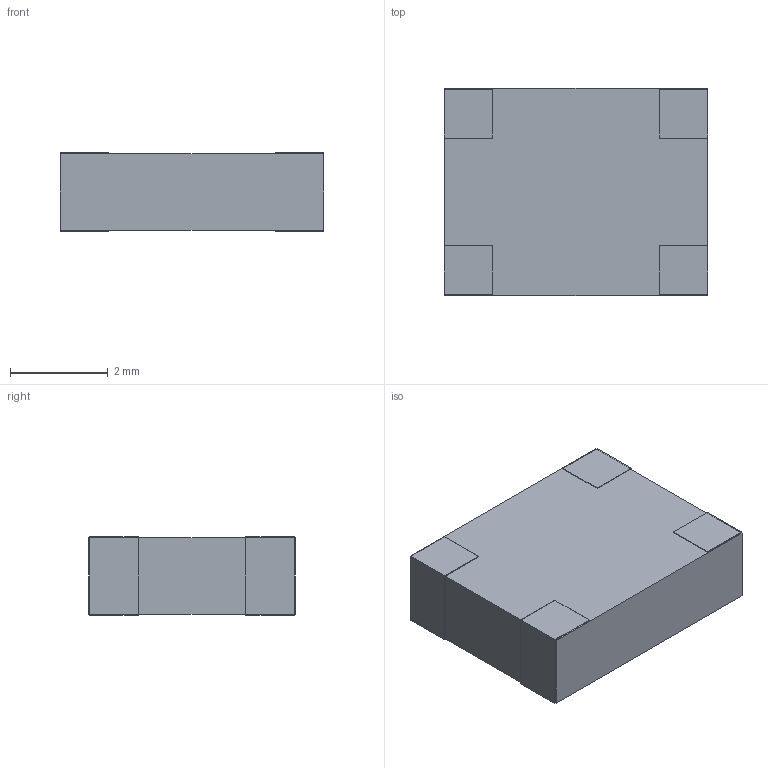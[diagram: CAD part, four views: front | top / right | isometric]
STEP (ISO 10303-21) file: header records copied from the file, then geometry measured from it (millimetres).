
FILE_DESCRIPTION(('STEP AP214'),'1');
FILE_NAME('IN-PI55QATPRPGPBPW-30','2021-11-08T07:55:51',(''),(''),'','','');
FILE_SCHEMA(('AUTOMOTIVE_DESIGN'));
Length unit declared in the file: millimetre
Products named in the file (1): product
Bounding box: 5.41 x 4.24 x 1.6 mm (x, y, z)
Volume: 36.1 mm3; surface area: 104.6 mm2
Topology: 5 solids, 5 shells, 46 faces, 108 edges, 72 vertices
Faces by surface type: plane 46
Entity records: 1273 total; most frequent: ORIENTED_EDGE 216, DIRECTION 202, CARTESIAN_POINT 119, EDGE_CURVE 108, LINE 108, VECTOR 108, VERTEX_POINT 72, AXIS2_PLACEMENT_3D 47
